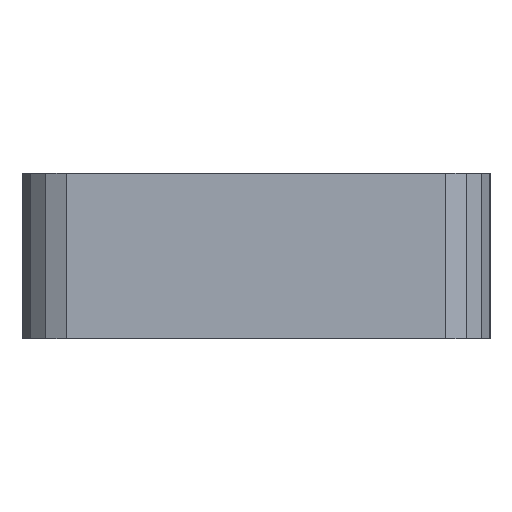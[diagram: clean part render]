
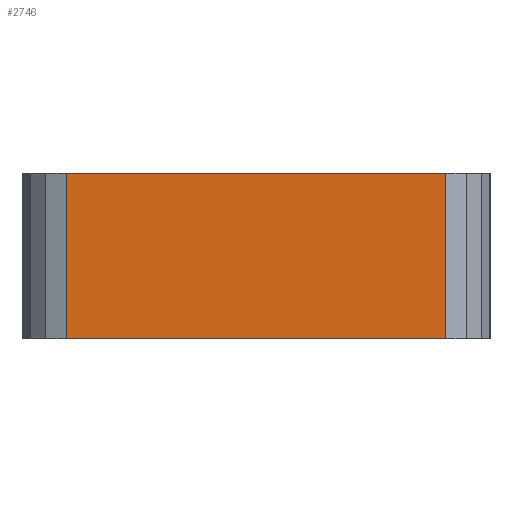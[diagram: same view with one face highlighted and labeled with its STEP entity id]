
A CAD part, left-side view. The second image highlights one B-rep face of the part: STEP entity #2746.
In plain terms, the highlighted planar face has unit normal (-1, 0, 0).
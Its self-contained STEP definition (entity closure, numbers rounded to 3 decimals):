
#2726=AXIS2_PLACEMENT_3D('Plane Axis2P3D',#2723,#2724,#2725) ;
#1438=CARTESIAN_POINT('Vertex',(0.,1.602,0.)) ;
#1441=CARTESIAN_POINT('Line Origine',(0.,8.5,0.)) ;
#1445=CARTESIAN_POINT('Vertex',(0.,15.398,0.)) ;
#2704=CARTESIAN_POINT('Line Origine',(0.,1.602,3.)) ;
#2708=CARTESIAN_POINT('Vertex',(0.,1.602,6.)) ;
#2723=CARTESIAN_POINT('Axis2P3D Location',(0.,15.398,0.)) ;
#2728=CARTESIAN_POINT('Line Origine',(0.,15.398,3.)) ;
#2732=CARTESIAN_POINT('Vertex',(0.,15.398,6.)) ;
#2735=CARTESIAN_POINT('Line Origine',(0.,8.5,6.)) ;
#1442=DIRECTION('Vector Direction',(0.,-1.,0.)) ;
#2705=DIRECTION('Vector Direction',(0.,0.,1.)) ;
#2724=DIRECTION('Axis2P3D Direction',(-1.,0.,0.)) ;
#2725=DIRECTION('Axis2P3D XDirection',(0.,-1.,0.)) ;
#2729=DIRECTION('Vector Direction',(0.,0.,1.)) ;
#2736=DIRECTION('Vector Direction',(0.,-1.,0.)) ;
#1443=VECTOR('Line Direction',#1442,1.) ;
#2706=VECTOR('Line Direction',#2705,1.) ;
#2730=VECTOR('Line Direction',#2729,1.) ;
#2737=VECTOR('Line Direction',#2736,1.) ;
#2741=ORIENTED_EDGE('',*,*,#2734,.F.) ;
#2742=ORIENTED_EDGE('',*,*,#1447,.T.) ;
#2743=ORIENTED_EDGE('',*,*,#2710,.T.) ;
#2744=ORIENTED_EDGE('',*,*,#2739,.F.) ;
#2746=ADVANCED_FACE('S3D - gedreht',(#2745),#2727,.T.) ;
#1447=EDGE_CURVE('',#1446,#1439,#1444,.T.) ;
#2710=EDGE_CURVE('',#1439,#2709,#2707,.T.) ;
#2734=EDGE_CURVE('',#1446,#2733,#2731,.T.) ;
#2739=EDGE_CURVE('',#2733,#2709,#2738,.T.) ;
#2740=EDGE_LOOP('',(#2741,#2742,#2743,#2744)) ;
#2745=FACE_OUTER_BOUND('',#2740,.T.) ;
#1444=LINE('Line',#1441,#1443) ;
#2707=LINE('Line',#2704,#2706) ;
#2731=LINE('Line',#2728,#2730) ;
#2738=LINE('Line',#2735,#2737) ;
#2727=PLANE('',#2726) ;
#1439=VERTEX_POINT('',#1438) ;
#1446=VERTEX_POINT('',#1445) ;
#2709=VERTEX_POINT('',#2708) ;
#2733=VERTEX_POINT('',#2732) ;
